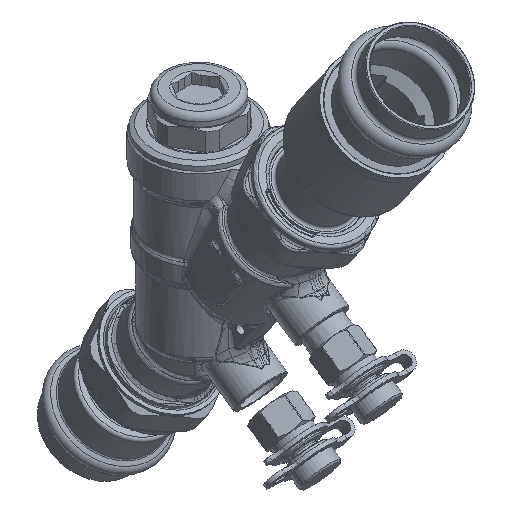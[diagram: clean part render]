
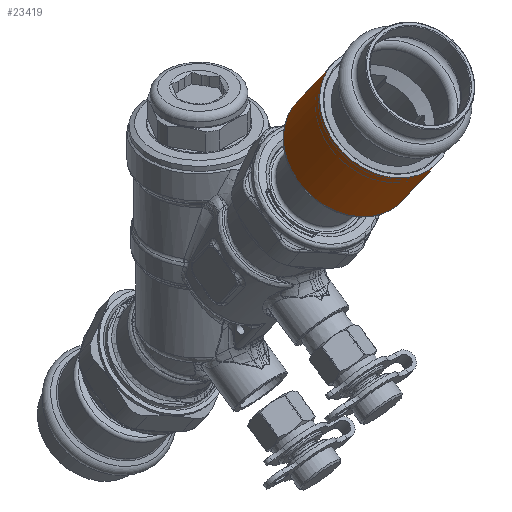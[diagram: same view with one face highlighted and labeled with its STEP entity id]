
A CAD part, isometric view. The second image highlights one B-rep face of the part: STEP entity #23419.
In plain terms, the highlighted cylindrical face has radius 19.05 mm (diameter 38.1 mm), a full revolution.
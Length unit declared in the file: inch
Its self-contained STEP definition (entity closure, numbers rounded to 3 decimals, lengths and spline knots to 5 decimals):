
#4383=FACE_OUTER_BOUND('',#5854,.T.);
#5854=EDGE_LOOP('',(#20160,#20161,#20162,#20163));
#6934=CIRCLE('',#25313,0.75);
#6940=CIRCLE('',#25321,0.75);
#7500=LINE('',#152373,#8071);
#8071=VECTOR('',#29587,0.75);
#10086=VERTEX_POINT('',#152357);
#10091=VERTEX_POINT('',#152371);
#13451=EDGE_CURVE('',#10086,#10086,#6934,.T.);
#13458=EDGE_CURVE('',#10091,#10091,#6940,.T.);
#13459=EDGE_CURVE('',#10091,#10086,#7500,.T.);
#20160=ORIENTED_EDGE('',*,*,#13458,.F.);
#20161=ORIENTED_EDGE('',*,*,#13459,.T.);
#20162=ORIENTED_EDGE('',*,*,#13451,.F.);
#20163=ORIENTED_EDGE('',*,*,#13459,.F.);
#20593=CYLINDRICAL_SURFACE('',#25320,0.75);
#23419=ADVANCED_FACE('',(#4383),#20593,.T.);
#25313=AXIS2_PLACEMENT_3D('',#152358,#29568,#29569);
#25320=AXIS2_PLACEMENT_3D('',#152370,#29583,#29584);
#25321=AXIS2_PLACEMENT_3D('',#152372,#29585,#29586);
#29568=DIRECTION('center_axis',(0.,0.574,
-0.819));
#29569=DIRECTION('ref_axis',(1.,0.,0.));
#29583=DIRECTION('center_axis',(0.,-0.574,
0.819));
#29584=DIRECTION('ref_axis',(0.,-0.819,-0.574));
#29585=DIRECTION('center_axis',(0.,-0.574,
0.819));
#29586=DIRECTION('ref_axis',(0.,-0.819,-0.574));
#29587=DIRECTION('',(0.,0.574,-0.819));
#152357=CARTESIAN_POINT('',(0.,-1.5921,1.18157));
#152358=CARTESIAN_POINT('Origin',(0.,-2.20647,
0.75139));
#152370=CARTESIAN_POINT('Origin',(0.,-2.46567,
1.12157));
#152371=CARTESIAN_POINT('',(0.,-2.12375,1.94085));
#152372=CARTESIAN_POINT('Origin',(0.,-2.73812,
1.51067));
#152373=CARTESIAN_POINT('',(0.,-1.85131,1.55175));
